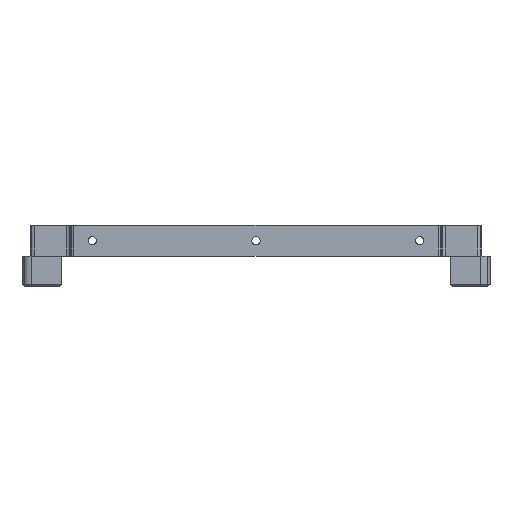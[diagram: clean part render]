
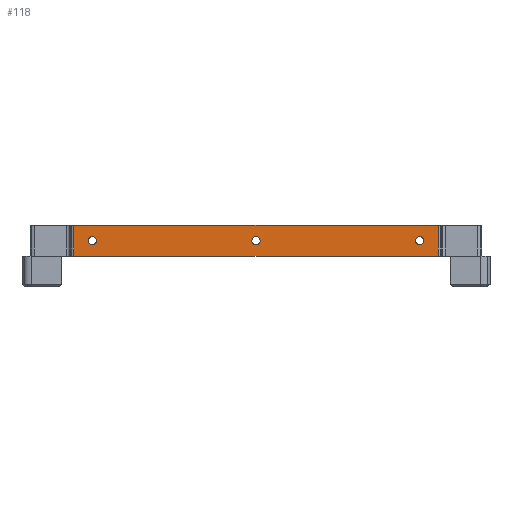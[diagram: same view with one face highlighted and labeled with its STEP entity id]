
A CAD part, front view. The second image highlights one B-rep face of the part: STEP entity #118.
In plain terms, the highlighted planar face has unit normal (0, -1, 0).
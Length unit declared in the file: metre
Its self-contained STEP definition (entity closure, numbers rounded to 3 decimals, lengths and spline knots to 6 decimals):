
#118=ADVANCED_FACE('0:4073',(#411,#412,#413,#414),#415,.F.);
#411=FACE_BOUND('',#903,.T.);
#412=FACE_BOUND('',#904,.T.);
#413=FACE_BOUND('',#905,.T.);
#414=FACE_OUTER_BOUND('',#906,.T.);
#415=PLANE('',#907);
#903=EDGE_LOOP('',(#1744,#1745));
#904=EDGE_LOOP('',(#1746,#1747));
#905=EDGE_LOOP('',(#1748,#1749));
#906=EDGE_LOOP('',(#1750,#1751,#1752,#1753));
#907=AXIS2_PLACEMENT_3D('',#1754,#1755,#1756);
#1744=ORIENTED_EDGE('',*,*,#3442,.T.);
#1745=ORIENTED_EDGE('',*,*,#3359,.T.);
#1746=ORIENTED_EDGE('',*,*,#3443,.T.);
#1747=ORIENTED_EDGE('',*,*,#3203,.T.);
#1748=ORIENTED_EDGE('',*,*,#3444,.T.);
#1749=ORIENTED_EDGE('',*,*,#3199,.T.);
#1750=ORIENTED_EDGE('',*,*,#3314,.T.);
#1751=ORIENTED_EDGE('',*,*,#3445,.F.);
#1752=ORIENTED_EDGE('',*,*,#3446,.T.);
#1753=ORIENTED_EDGE('',*,*,#3447,.F.);
#1754=CARTESIAN_POINT('',(0.040352,-0.0547,0.078125));
#1755=DIRECTION('',(0.,1.0,0.));
#1756=DIRECTION('',(1.0,0.0,0.));
#3199=EDGE_CURVE('3854:36959',#3844,#3848,#3850,.F.);
#3203=EDGE_CURVE('3854:41531',#3852,#3856,#3858,.F.);
#3314=EDGE_CURVE('0:4279',#4076,#4074,#4077,.T.);
#3359=EDGE_CURVE('3854:46103',#4160,#4164,#4166,.F.);
#3442=EDGE_CURVE('3854:46103',#4164,#4160,#4303,.F.);
#3443=EDGE_CURVE('3854:41531',#3856,#3852,#4304,.F.);
#3444=EDGE_CURVE('3854:36959',#3848,#3844,#4305,.F.);
#3445=EDGE_CURVE('0:5443',#4306,#4074,#4307,.T.);
#3446=EDGE_CURVE('0:4273',#4306,#4308,#4309,.T.);
#3447=EDGE_CURVE('0:4624',#4076,#4308,#4310,.T.);
#3844=VERTEX_POINT('',#4903);
#3848=VERTEX_POINT('',#4908);
#3850=CIRCLE('',#4911,0.000889);
#3852=VERTEX_POINT('',#4913);
#3856=VERTEX_POINT('',#4918);
#3858=CIRCLE('',#4921,0.000889);
#4074=VERTEX_POINT('',#5192);
#4076=VERTEX_POINT('',#5194);
#4077=LINE('',#5195,#5196);
#4160=VERTEX_POINT('',#5299);
#4164=VERTEX_POINT('',#5304);
#4166=CIRCLE('',#5307,0.000889);
#4303=CIRCLE('',#5478,0.000889);
#4304=CIRCLE('',#5479,0.000889);
#4305=CIRCLE('',#5480,0.000889);
#4306=VERTEX_POINT('',#5481);
#4307=LINE('',#5482,#5483);
#4308=VERTEX_POINT('',#5484);
#4309=LINE('',#5485,#5486);
#4310=LINE('',#5487,#5488);
#4903=CARTESIAN_POINT('',(0.034233,-0.0547,0.004824));
#4908=CARTESIAN_POINT('',(0.036011,-0.0547,0.004824));
#4911=AXIS2_PLACEMENT_3D('',#6385,#6386,#6387);
#4913=CARTESIAN_POINT('',(-0.000767,-0.0547,0.004824));
#4918=CARTESIAN_POINT('',(0.001011,-0.0547,0.004824));
#4921=AXIS2_PLACEMENT_3D('',#6393,#6394,#6395);
#5192=CARTESIAN_POINT('',(0.039022,-0.0547,0.008124));
#5194=CARTESIAN_POINT('',(0.039022,-0.0547,0.001524));
#5195=CARTESIAN_POINT('',(0.039022,-0.0547,0.079725));
#5196=VECTOR('',#6616,1.0);
#5299=CARTESIAN_POINT('',(-0.035767,-0.0547,0.004824));
#5304=CARTESIAN_POINT('',(-0.033989,-0.0547,0.004824));
#5307=AXIS2_PLACEMENT_3D('',#6705,#6706,#6707);
#5478=AXIS2_PLACEMENT_3D('',#6886,#6887,#6888);
#5479=AXIS2_PLACEMENT_3D('',#6889,#6890,#6891);
#5480=AXIS2_PLACEMENT_3D('',#6892,#6893,#6894);
#5481=CARTESIAN_POINT('',(-0.038778,-0.0547,0.008124));
#5482=CARTESIAN_POINT('',(0.000434,-0.0547,0.008124));
#5483=VECTOR('',#6895,1.0);
#5484=CARTESIAN_POINT('',(-0.038778,-0.0547,0.001524));
#5485=CARTESIAN_POINT('',(-0.038778,-0.0547,0.078125));
#5486=VECTOR('',#6896,1.0);
#5487=CARTESIAN_POINT('',(0.020237,-0.0547,0.001524));
#5488=VECTOR('',#6897,1.0);
#6385=CARTESIAN_POINT('',(0.035122,-0.0547,0.004824));
#6386=DIRECTION('',(0.,-1.0,0.));
#6387=DIRECTION('',(-1.0,0.,0.0));
#6393=CARTESIAN_POINT('',(0.000122,-0.0547,0.004824));
#6394=DIRECTION('',(0.,-1.0,0.));
#6395=DIRECTION('',(-1.0,0.,0.0));
#6616=DIRECTION('',(0.0,0.,1.0));
#6705=CARTESIAN_POINT('',(-0.034878,-0.0547,0.004824));
#6706=DIRECTION('',(0.,-1.0,0.));
#6707=DIRECTION('',(-1.0,0.,0.0));
#6886=CARTESIAN_POINT('',(-0.034878,-0.0547,0.004824));
#6887=DIRECTION('',(0.,-1.0,0.));
#6888=DIRECTION('',(-1.0,0.,0.0));
#6889=CARTESIAN_POINT('',(0.000122,-0.0547,0.004824));
#6890=DIRECTION('',(0.,-1.0,0.));
#6891=DIRECTION('',(-1.0,0.,0.0));
#6892=CARTESIAN_POINT('',(0.035122,-0.0547,0.004824));
#6893=DIRECTION('',(0.,-1.0,0.));
#6894=DIRECTION('',(-1.0,0.,0.0));
#6895=DIRECTION('',(1.0,0.,0.));
#6896=DIRECTION('',(0.,0.,-1.0));
#6897=DIRECTION('',(-1.0,0.,0.));
